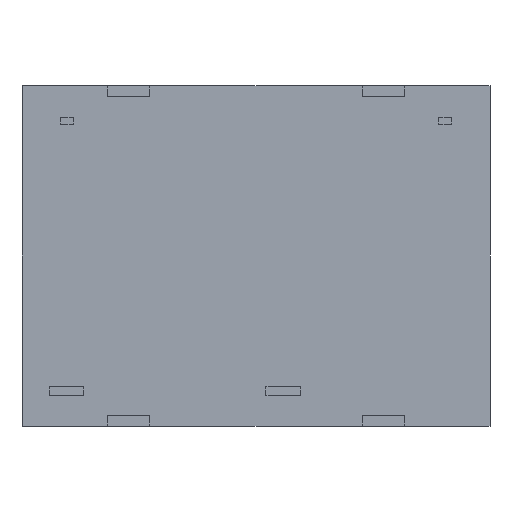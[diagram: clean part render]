
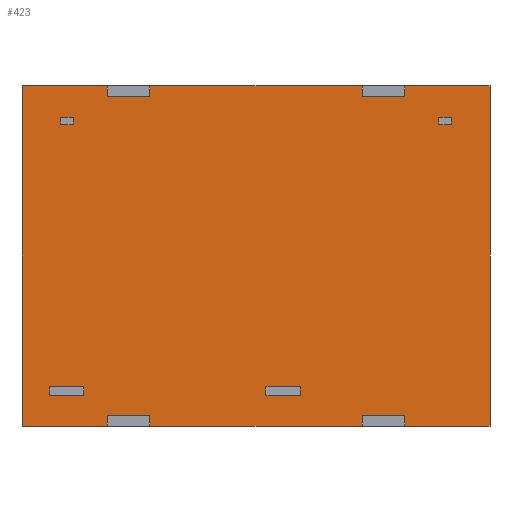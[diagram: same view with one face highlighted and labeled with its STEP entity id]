
A CAD part, front view. The second image highlights one B-rep face of the part: STEP entity #423.
In plain terms, the highlighted planar face has unit normal (0, -1, 0).
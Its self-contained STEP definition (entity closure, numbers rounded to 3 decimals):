
#203 = EDGE_CURVE('',#204,#206,#208,.T.);
#204 = VERTEX_POINT('',#205);
#205 = CARTESIAN_POINT('',(-2.11,0.3,-14.35));
#206 = VERTEX_POINT('',#207);
#207 = CARTESIAN_POINT('',(-2.11,0.3,1.65));
#208 = LINE('',#209,#210);
#209 = CARTESIAN_POINT('',(-2.11,0.3,-14.35));
#210 = VECTOR('',#211,1.);
#211 = DIRECTION('',(0.,0.,1.));
#234 = EDGE_CURVE('',#235,#237,#239,.T.);
#235 = VERTEX_POINT('',#236);
#236 = CARTESIAN_POINT('',(19.89,0.3,1.65));
#237 = VERTEX_POINT('',#238);
#238 = CARTESIAN_POINT('',(19.89,0.3,-14.35));
#239 = LINE('',#240,#241);
#240 = CARTESIAN_POINT('',(19.89,0.3,-14.35));
#241 = VECTOR('',#242,1.);
#242 = DIRECTION('',(0.,0.,-1.));
#265 = EDGE_CURVE('',#237,#266,#268,.T.);
#266 = VERTEX_POINT('',#267);
#267 = CARTESIAN_POINT('',(15.89,0.3,-14.35));
#268 = LINE('',#269,#270);
#269 = CARTESIAN_POINT('',(-2.11,0.3,-14.35));
#270 = VECTOR('',#271,1.);
#271 = DIRECTION('',(-1.,0.,0.));
#290 = VERTEX_POINT('',#291);
#291 = CARTESIAN_POINT('',(13.89,0.3,-14.35));
#297 = EDGE_CURVE('',#290,#298,#300,.T.);
#298 = VERTEX_POINT('',#299);
#299 = CARTESIAN_POINT('',(3.89,0.3,-14.35));
#300 = LINE('',#301,#302);
#301 = CARTESIAN_POINT('',(-2.11,0.3,-14.35));
#302 = VECTOR('',#303,1.);
#303 = DIRECTION('',(-1.,0.,0.));
#322 = VERTEX_POINT('',#323);
#323 = CARTESIAN_POINT('',(1.89,0.3,-14.35));
#329 = EDGE_CURVE('',#322,#204,#330,.T.);
#330 = LINE('',#331,#332);
#331 = CARTESIAN_POINT('',(-2.11,0.3,-14.35));
#332 = VECTOR('',#333,1.);
#333 = DIRECTION('',(-1.,0.,0.));
#346 = EDGE_CURVE('',#206,#347,#349,.T.);
#347 = VERTEX_POINT('',#348);
#348 = CARTESIAN_POINT('',(1.89,0.3,1.65));
#349 = LINE('',#350,#351);
#350 = CARTESIAN_POINT('',(-2.11,0.3,1.65));
#351 = VECTOR('',#352,1.);
#352 = DIRECTION('',(1.,0.,0.));
#371 = VERTEX_POINT('',#372);
#372 = CARTESIAN_POINT('',(3.89,0.3,1.65));
#378 = EDGE_CURVE('',#371,#379,#381,.T.);
#379 = VERTEX_POINT('',#380);
#380 = CARTESIAN_POINT('',(13.89,0.3,1.65));
#381 = LINE('',#382,#383);
#382 = CARTESIAN_POINT('',(-2.11,0.3,1.65));
#383 = VECTOR('',#384,1.);
#384 = DIRECTION('',(1.,0.,0.));
#403 = VERTEX_POINT('',#404);
#404 = CARTESIAN_POINT('',(15.89,0.3,1.65));
#410 = EDGE_CURVE('',#403,#235,#411,.T.);
#411 = LINE('',#412,#413);
#412 = CARTESIAN_POINT('',(-2.11,0.3,1.65));
#413 = VECTOR('',#414,1.);
#414 = DIRECTION('',(1.,0.,0.));
#423 = ADVANCED_FACE('',(#424,#458,#492,#590,#624),#658,.F.);
#424 = FACE_BOUND('',#425,.T.);
#425 = EDGE_LOOP('',(#426,#436,#444,#452));
#426 = ORIENTED_EDGE('',*,*,#427,.F.);
#427 = EDGE_CURVE('',#428,#430,#432,.T.);
#428 = VERTEX_POINT('',#429);
#429 = CARTESIAN_POINT('',(9.36,0.3,-12.5));
#430 = VERTEX_POINT('',#431);
#431 = CARTESIAN_POINT('',(9.36,0.3,-12.9));
#432 = LINE('',#433,#434);
#433 = CARTESIAN_POINT('',(9.36,0.3,-12.5));
#434 = VECTOR('',#435,1.);
#435 = DIRECTION('',(0.,0.,-1.));
#436 = ORIENTED_EDGE('',*,*,#437,.F.);
#437 = EDGE_CURVE('',#438,#428,#440,.T.);
#438 = VERTEX_POINT('',#439);
#439 = CARTESIAN_POINT('',(10.96,0.3,-12.5));
#440 = LINE('',#441,#442);
#441 = CARTESIAN_POINT('',(9.36,0.3,-12.5));
#442 = VECTOR('',#443,1.);
#443 = DIRECTION('',(-1.,0.,0.));
#444 = ORIENTED_EDGE('',*,*,#445,.F.);
#445 = EDGE_CURVE('',#446,#438,#448,.T.);
#446 = VERTEX_POINT('',#447);
#447 = CARTESIAN_POINT('',(10.96,0.3,-12.9));
#448 = LINE('',#449,#450);
#449 = CARTESIAN_POINT('',(10.96,0.3,-12.5));
#450 = VECTOR('',#451,1.);
#451 = DIRECTION('',(0.,0.,1.));
#452 = ORIENTED_EDGE('',*,*,#453,.F.);
#453 = EDGE_CURVE('',#430,#446,#454,.T.);
#454 = LINE('',#455,#456);
#455 = CARTESIAN_POINT('',(9.36,0.3,-12.9));
#456 = VECTOR('',#457,1.);
#457 = DIRECTION('',(1.,0.,0.));
#458 = FACE_BOUND('',#459,.T.);
#459 = EDGE_LOOP('',(#460,#470,#478,#486));
#460 = ORIENTED_EDGE('',*,*,#461,.T.);
#461 = EDGE_CURVE('',#462,#464,#466,.T.);
#462 = VERTEX_POINT('',#463);
#463 = CARTESIAN_POINT('',(-0.3,0.3,-0.15));
#464 = VERTEX_POINT('',#465);
#465 = CARTESIAN_POINT('',(-0.3,0.3,0.15));
#466 = LINE('',#467,#468);
#467 = CARTESIAN_POINT('',(-0.3,0.3,0.15));
#468 = VECTOR('',#469,1.);
#469 = DIRECTION('',(0.,0.,1.));
#470 = ORIENTED_EDGE('',*,*,#471,.T.);
#471 = EDGE_CURVE('',#464,#472,#474,.T.);
#472 = VERTEX_POINT('',#473);
#473 = CARTESIAN_POINT('',(0.3,0.3,0.15));
#474 = LINE('',#475,#476);
#475 = CARTESIAN_POINT('',(-0.3,0.3,0.15));
#476 = VECTOR('',#477,1.);
#477 = DIRECTION('',(1.,0.,0.));
#478 = ORIENTED_EDGE('',*,*,#479,.T.);
#479 = EDGE_CURVE('',#472,#480,#482,.T.);
#480 = VERTEX_POINT('',#481);
#481 = CARTESIAN_POINT('',(0.3,0.3,-0.15));
#482 = LINE('',#483,#484);
#483 = CARTESIAN_POINT('',(0.3,0.3,0.15));
#484 = VECTOR('',#485,1.);
#485 = DIRECTION('',(0.,0.,-1.));
#486 = ORIENTED_EDGE('',*,*,#487,.T.);
#487 = EDGE_CURVE('',#480,#462,#488,.T.);
#488 = LINE('',#489,#490);
#489 = CARTESIAN_POINT('',(-0.3,0.3,-0.15));
#490 = VECTOR('',#491,1.);
#491 = DIRECTION('',(-1.,0.,0.));
#492 = FACE_BOUND('',#493,.T.);
#493 = EDGE_LOOP('',(#494,#502,#510,#516,#517,#525,#533,#539,#540,#541,
    #542,#550,#558,#564,#565,#573,#581,#587,#588,#589));
#494 = ORIENTED_EDGE('',*,*,#495,.F.);
#495 = EDGE_CURVE('',#496,#322,#498,.T.);
#496 = VERTEX_POINT('',#497);
#497 = CARTESIAN_POINT('',(1.89,0.3,-13.85));
#498 = LINE('',#499,#500);
#499 = CARTESIAN_POINT('',(1.89,0.3,-14.35));
#500 = VECTOR('',#501,1.);
#501 = DIRECTION('',(0.,0.,-1.));
#502 = ORIENTED_EDGE('',*,*,#503,.F.);
#503 = EDGE_CURVE('',#504,#496,#506,.T.);
#504 = VERTEX_POINT('',#505);
#505 = CARTESIAN_POINT('',(3.89,0.3,-13.85));
#506 = LINE('',#507,#508);
#507 = CARTESIAN_POINT('',(1.89,0.3,-13.85));
#508 = VECTOR('',#509,1.);
#509 = DIRECTION('',(-1.,0.,0.));
#510 = ORIENTED_EDGE('',*,*,#511,.F.);
#511 = EDGE_CURVE('',#298,#504,#512,.T.);
#512 = LINE('',#513,#514);
#513 = CARTESIAN_POINT('',(3.89,0.3,-14.35));
#514 = VECTOR('',#515,1.);
#515 = DIRECTION('',(0.,0.,1.));
#516 = ORIENTED_EDGE('',*,*,#297,.F.);
#517 = ORIENTED_EDGE('',*,*,#518,.F.);
#518 = EDGE_CURVE('',#519,#290,#521,.T.);
#519 = VERTEX_POINT('',#520);
#520 = CARTESIAN_POINT('',(13.89,0.3,-13.85));
#521 = LINE('',#522,#523);
#522 = CARTESIAN_POINT('',(13.89,0.3,-14.35));
#523 = VECTOR('',#524,1.);
#524 = DIRECTION('',(0.,0.,-1.));
#525 = ORIENTED_EDGE('',*,*,#526,.F.);
#526 = EDGE_CURVE('',#527,#519,#529,.T.);
#527 = VERTEX_POINT('',#528);
#528 = CARTESIAN_POINT('',(15.89,0.3,-13.85));
#529 = LINE('',#530,#531);
#530 = CARTESIAN_POINT('',(15.89,0.3,-13.85));
#531 = VECTOR('',#532,1.);
#532 = DIRECTION('',(-1.,0.,0.));
#533 = ORIENTED_EDGE('',*,*,#534,.F.);
#534 = EDGE_CURVE('',#266,#527,#535,.T.);
#535 = LINE('',#536,#537);
#536 = CARTESIAN_POINT('',(15.89,0.3,-14.35));
#537 = VECTOR('',#538,1.);
#538 = DIRECTION('',(0.,0.,1.));
#539 = ORIENTED_EDGE('',*,*,#265,.F.);
#540 = ORIENTED_EDGE('',*,*,#234,.F.);
#541 = ORIENTED_EDGE('',*,*,#410,.F.);
#542 = ORIENTED_EDGE('',*,*,#543,.F.);
#543 = EDGE_CURVE('',#544,#403,#546,.T.);
#544 = VERTEX_POINT('',#545);
#545 = CARTESIAN_POINT('',(15.89,0.3,1.15));
#546 = LINE('',#547,#548);
#547 = CARTESIAN_POINT('',(15.89,0.3,1.65));
#548 = VECTOR('',#549,1.);
#549 = DIRECTION('',(0.,0.,1.));
#550 = ORIENTED_EDGE('',*,*,#551,.F.);
#551 = EDGE_CURVE('',#552,#544,#554,.T.);
#552 = VERTEX_POINT('',#553);
#553 = CARTESIAN_POINT('',(13.89,0.3,1.15));
#554 = LINE('',#555,#556);
#555 = CARTESIAN_POINT('',(15.89,0.3,1.15));
#556 = VECTOR('',#557,1.);
#557 = DIRECTION('',(1.,0.,0.));
#558 = ORIENTED_EDGE('',*,*,#559,.F.);
#559 = EDGE_CURVE('',#379,#552,#560,.T.);
#560 = LINE('',#561,#562);
#561 = CARTESIAN_POINT('',(13.89,0.3,1.65));
#562 = VECTOR('',#563,1.);
#563 = DIRECTION('',(0.,0.,-1.));
#564 = ORIENTED_EDGE('',*,*,#378,.F.);
#565 = ORIENTED_EDGE('',*,*,#566,.F.);
#566 = EDGE_CURVE('',#567,#371,#569,.T.);
#567 = VERTEX_POINT('',#568);
#568 = CARTESIAN_POINT('',(3.89,0.3,1.15));
#569 = LINE('',#570,#571);
#570 = CARTESIAN_POINT('',(3.89,0.3,1.65));
#571 = VECTOR('',#572,1.);
#572 = DIRECTION('',(0.,0.,1.));
#573 = ORIENTED_EDGE('',*,*,#574,.F.);
#574 = EDGE_CURVE('',#575,#567,#577,.T.);
#575 = VERTEX_POINT('',#576);
#576 = CARTESIAN_POINT('',(1.89,0.3,1.15));
#577 = LINE('',#578,#579);
#578 = CARTESIAN_POINT('',(1.89,0.3,1.15));
#579 = VECTOR('',#580,1.);
#580 = DIRECTION('',(1.,0.,0.));
#581 = ORIENTED_EDGE('',*,*,#582,.F.);
#582 = EDGE_CURVE('',#347,#575,#583,.T.);
#583 = LINE('',#584,#585);
#584 = CARTESIAN_POINT('',(1.89,0.3,1.65));
#585 = VECTOR('',#586,1.);
#586 = DIRECTION('',(0.,0.,-1.));
#587 = ORIENTED_EDGE('',*,*,#346,.F.);
#588 = ORIENTED_EDGE('',*,*,#203,.F.);
#589 = ORIENTED_EDGE('',*,*,#329,.F.);
#590 = FACE_BOUND('',#591,.T.);
#591 = EDGE_LOOP('',(#592,#602,#610,#618));
#592 = ORIENTED_EDGE('',*,*,#593,.T.);
#593 = EDGE_CURVE('',#594,#596,#598,.T.);
#594 = VERTEX_POINT('',#595);
#595 = CARTESIAN_POINT('',(17.48,0.3,-0.15));
#596 = VERTEX_POINT('',#597);
#597 = CARTESIAN_POINT('',(17.48,0.3,0.15));
#598 = LINE('',#599,#600);
#599 = CARTESIAN_POINT('',(17.48,0.3,0.15));
#600 = VECTOR('',#601,1.);
#601 = DIRECTION('',(0.,0.,1.));
#602 = ORIENTED_EDGE('',*,*,#603,.T.);
#603 = EDGE_CURVE('',#596,#604,#606,.T.);
#604 = VERTEX_POINT('',#605);
#605 = CARTESIAN_POINT('',(18.08,0.3,0.15));
#606 = LINE('',#607,#608);
#607 = CARTESIAN_POINT('',(17.48,0.3,0.15));
#608 = VECTOR('',#609,1.);
#609 = DIRECTION('',(1.,0.,0.));
#610 = ORIENTED_EDGE('',*,*,#611,.T.);
#611 = EDGE_CURVE('',#604,#612,#614,.T.);
#612 = VERTEX_POINT('',#613);
#613 = CARTESIAN_POINT('',(18.08,0.3,-0.15));
#614 = LINE('',#615,#616);
#615 = CARTESIAN_POINT('',(18.08,0.3,0.15));
#616 = VECTOR('',#617,1.);
#617 = DIRECTION('',(0.,0.,-1.));
#618 = ORIENTED_EDGE('',*,*,#619,.T.);
#619 = EDGE_CURVE('',#612,#594,#620,.T.);
#620 = LINE('',#621,#622);
#621 = CARTESIAN_POINT('',(17.48,0.3,-0.15));
#622 = VECTOR('',#623,1.);
#623 = DIRECTION('',(-1.,0.,0.));
#624 = FACE_BOUND('',#625,.T.);
#625 = EDGE_LOOP('',(#626,#636,#644,#652));
#626 = ORIENTED_EDGE('',*,*,#627,.F.);
#627 = EDGE_CURVE('',#628,#630,#632,.T.);
#628 = VERTEX_POINT('',#629);
#629 = CARTESIAN_POINT('',(-0.8,0.3,-12.5));
#630 = VERTEX_POINT('',#631);
#631 = CARTESIAN_POINT('',(-0.8,0.3,-12.9));
#632 = LINE('',#633,#634);
#633 = CARTESIAN_POINT('',(-0.8,0.3,-12.9));
#634 = VECTOR('',#635,1.);
#635 = DIRECTION('',(0.,0.,-1.));
#636 = ORIENTED_EDGE('',*,*,#637,.F.);
#637 = EDGE_CURVE('',#638,#628,#640,.T.);
#638 = VERTEX_POINT('',#639);
#639 = CARTESIAN_POINT('',(0.8,0.3,-12.5));
#640 = LINE('',#641,#642);
#641 = CARTESIAN_POINT('',(-0.8,0.3,-12.5));
#642 = VECTOR('',#643,1.);
#643 = DIRECTION('',(-1.,0.,0.));
#644 = ORIENTED_EDGE('',*,*,#645,.F.);
#645 = EDGE_CURVE('',#646,#638,#648,.T.);
#646 = VERTEX_POINT('',#647);
#647 = CARTESIAN_POINT('',(0.8,0.3,-12.9));
#648 = LINE('',#649,#650);
#649 = CARTESIAN_POINT('',(0.8,0.3,-12.9));
#650 = VECTOR('',#651,1.);
#651 = DIRECTION('',(0.,0.,1.));
#652 = ORIENTED_EDGE('',*,*,#653,.F.);
#653 = EDGE_CURVE('',#630,#646,#654,.T.);
#654 = LINE('',#655,#656);
#655 = CARTESIAN_POINT('',(-0.8,0.3,-12.9));
#656 = VECTOR('',#657,1.);
#657 = DIRECTION('',(1.,0.,0.));
#658 = PLANE('',#659);
#659 = AXIS2_PLACEMENT_3D('',#660,#661,#662);
#660 = CARTESIAN_POINT('',(-2.11,0.3,1.65));
#661 = DIRECTION('',(0.,1.,0.));
#662 = DIRECTION('',(0.,0.,1.));
